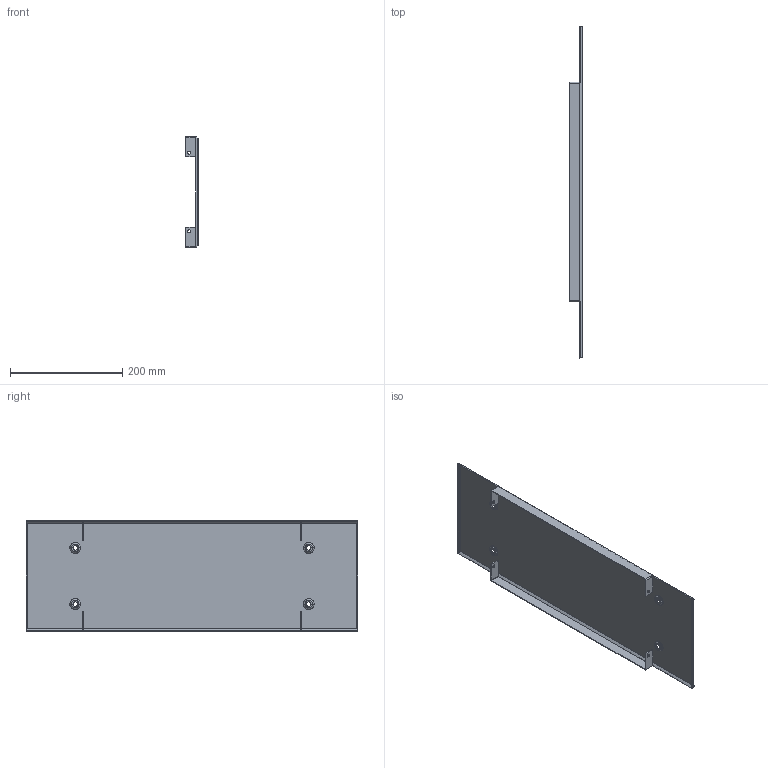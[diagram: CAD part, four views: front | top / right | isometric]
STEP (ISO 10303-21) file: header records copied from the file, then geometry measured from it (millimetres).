
FILE_DESCRIPTION(('CATIA V5 STEP Exchange'),'2;1');
FILE_NAME('ZN6002.stp','2014-09-10T06:21:09+00:00',('none'),('none'),'CATIA Version 5 Release 20 SP 6 (IN-10)','CATIA V5 STEP AP203','none');
FILE_SCHEMA(('CONFIG_CONTROL_DESIGN'));
Length unit declared in the file: millimetre
Products named in the file (1): 852559_907_02_FLANGIA_ZOCCOLO_L=0591_H=200_____________3PA
Bounding box: 22.5 x 591 x 198.1 mm (x, y, z)
Volume: 203371.1 mm3; surface area: 274343.8 mm2
Topology: 1 solids, 1 shells, 142 faces, 354 edges, 214 vertices
Faces by surface type: cylinder 56, plane 44, torus 34, sphere 8
Entity records: 4174 total; most frequent: CARTESIAN_POINT 1007, ORIENTED_EDGE 692, DIRECTION 523, EDGE_CURVE 346, AXIS2_PLACEMENT_3D 266, VERTEX_POINT 214, EDGE_LOOP 166, CIRCLE 160
